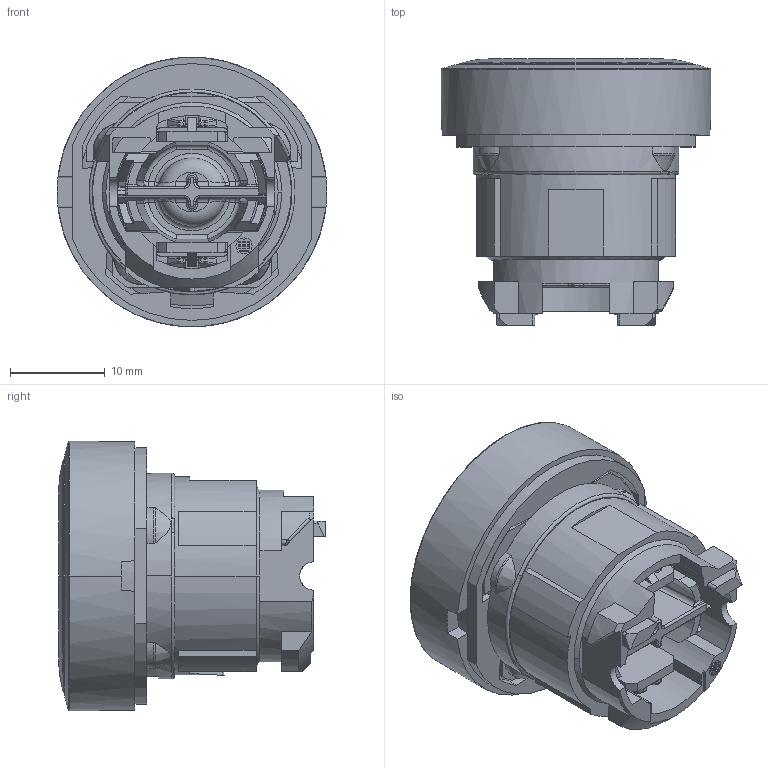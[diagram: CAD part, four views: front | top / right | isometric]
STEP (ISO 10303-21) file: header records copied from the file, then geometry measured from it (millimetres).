
FILE_DESCRIPTION((''),'2;1');
FILE_NAME('AF_M_HAUTE_SW0001','2007-08-02T',('ebp6859'),('Schneider-Electric'),'PRO/ENGINEER BY PARAMETRIC TECHNOLOGY CORPORATION, 2005030','PRO/ENGINEER BY PARAMETRIC TECHNOLOGY CORPORATION, 2005030','');
FILE_SCHEMA(('CONFIG_CONTROL_DESIGN'));
Length unit declared in the file: millimetre
Products named in the file (1): AF_M_HAUTE_SW0001
Bounding box: 28.5 x 28.15 x 28.5 mm (x, y, z)
Volume: 7187.1 mm3; surface area: 8893 mm2
Topology: 1 solids, 1 shells, 836 faces, 2274 edges, 1436 vertices
Faces by surface type: plane 359, cylinder 259, bspline 74, torus 61, cone 60, sphere 23
Entity records: 32813 total; most frequent: CARTESIAN_POINT 12486, ORIENTED_EDGE 4544, DIRECTION 3935, EDGE_CURVE 2272, AXIS2_PLACEMENT_3D 1439, VERTEX_POINT 1436, VECTOR 1057, LINE 1057
